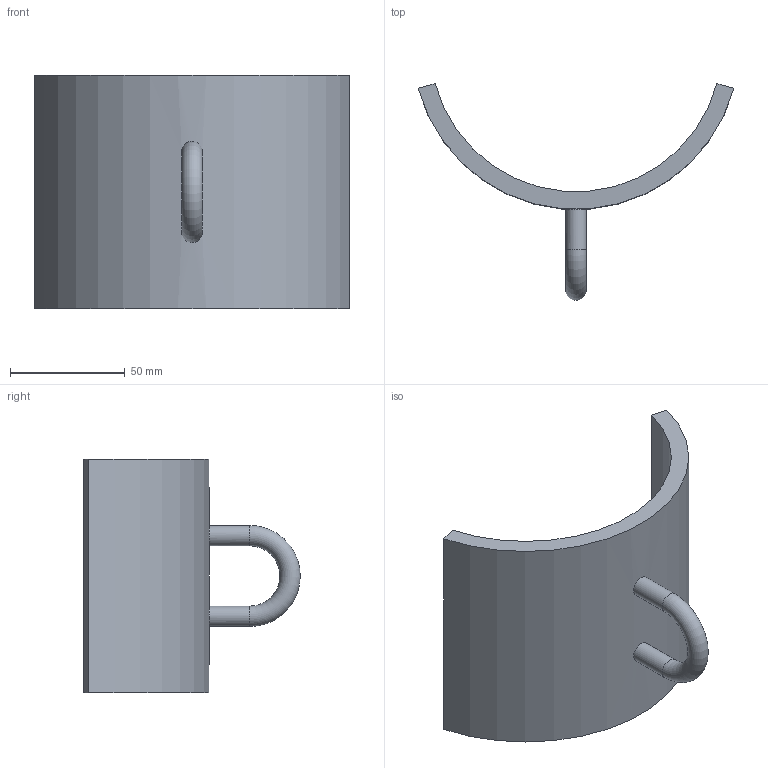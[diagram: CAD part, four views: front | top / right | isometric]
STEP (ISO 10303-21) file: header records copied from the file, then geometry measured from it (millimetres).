
FILE_DESCRIPTION( ( '' ), ' ' );
FILE_NAME( '5bf396802f9ca614dcb1cfac.step', '2018-11-20T05:07:13', ( '' ), ( '' ), ' ', ' ', ' ' );
FILE_SCHEMA( ( 'AUTOMOTIVE_DESIGN { 1 0 10303 214 1 1 1 1 }' ) );
Length unit declared in the file: metre
Products named in the file (1): Mast Vang Hook
Bounding box: 137.39 x 94.25 x 101.6 mm (x, y, z)
Volume: 142036.1 mm3; surface area: 42443.3 mm2
Topology: 1 solids, 1 shells, 9 faces, 20 edges, 13 vertices
Faces by surface type: cylinder 4, plane 4, torus 1
Full cylindrical faces by diameter (mm): 8.89 x2
Entity records: 446 total; most frequent: CARTESIAN_POINT 168, DIRECTION 40, ORIENTED_EDGE 32, AXIS2_PLACEMENT_3D 16, EDGE_CURVE 16, EDGE_LOOP 14, FACE_OUTER_BOUND 12, VERTEX_POINT 12
